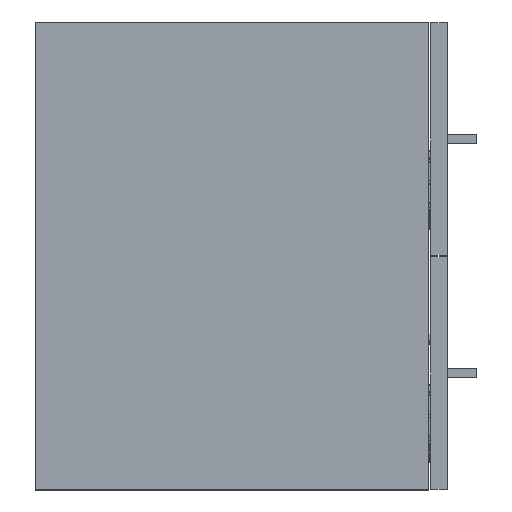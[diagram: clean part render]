
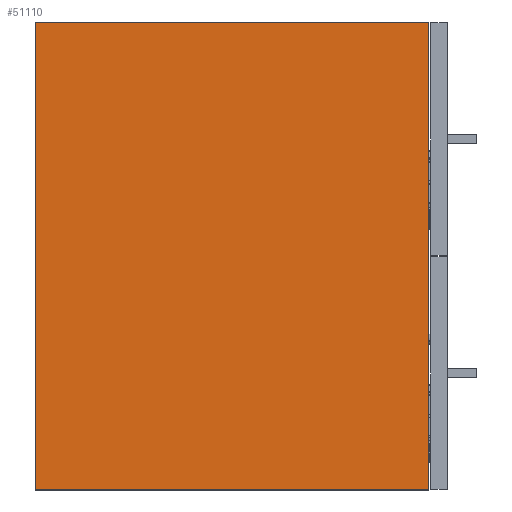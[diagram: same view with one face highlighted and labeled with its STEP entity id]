
A CAD part, left-side view. The second image highlights one B-rep face of the part: STEP entity #51110.
In plain terms, the highlighted planar face has unit normal (-1, 0, 0).
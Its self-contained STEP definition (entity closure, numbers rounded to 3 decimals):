
#3573=FACE_OUTER_BOUND('',#6337,.T.);
#6337=EDGE_LOOP('',(#33740,#33741,#33742,#33743));
#9448=LINE('',#72875,#15028);
#9452=LINE('',#72884,#15032);
#9454=LINE('',#72887,#15034);
#9456=LINE('',#72890,#15036);
#15028=VECTOR('',#58451,432.);
#15032=VECTOR('',#58457,432.);
#15034=VECTOR('',#58461,514.);
#15036=VECTOR('',#58465,514.);
#20584=VERTEX_POINT('',#72872);
#20585=VERTEX_POINT('',#72874);
#20588=VERTEX_POINT('',#72881);
#20589=VERTEX_POINT('',#72883);
#25860=EDGE_CURVE('',#20584,#20585,#9448,.T.);
#25864=EDGE_CURVE('',#20588,#20589,#9452,.T.);
#25866=EDGE_CURVE('',#20585,#20588,#9454,.T.);
#25868=EDGE_CURVE('',#20584,#20589,#9456,.T.);
#33740=ORIENTED_EDGE('',*,*,#25868,.T.);
#33741=ORIENTED_EDGE('',*,*,#25864,.F.);
#33742=ORIENTED_EDGE('',*,*,#25866,.F.);
#33743=ORIENTED_EDGE('',*,*,#25860,.F.);
#49235=PLANE('',#53926);
#51110=ADVANCED_FACE('',(#3573),#49235,.F.);
#53926=AXIS2_PLACEMENT_3D('',#72889,#58463,#58464);
#58451=DIRECTION('',(0.,-1.,0.));
#58457=DIRECTION('',(0.,1.,0.));
#58461=DIRECTION('',(0.,0.,-1.));
#58463=DIRECTION('center_axis',(1.,0.,0.));
#58464=DIRECTION('ref_axis',(0.,0.,-1.));
#58465=DIRECTION('',(0.,0.,-1.));
#72872=CARTESIAN_POINT('',(0.,432.,514.));
#72874=CARTESIAN_POINT('',(0.,0.,514.));
#72875=CARTESIAN_POINT('',(0.,216.,514.));
#72881=CARTESIAN_POINT('',(0.,0.,0.));
#72883=CARTESIAN_POINT('',(0.,432.,0.));
#72884=CARTESIAN_POINT('',(0.,216.,0.));
#72887=CARTESIAN_POINT('',(0.,0.,257.));
#72889=CARTESIAN_POINT('Origin',(0.,216.,257.));
#72890=CARTESIAN_POINT('',(0.,432.,257.));
